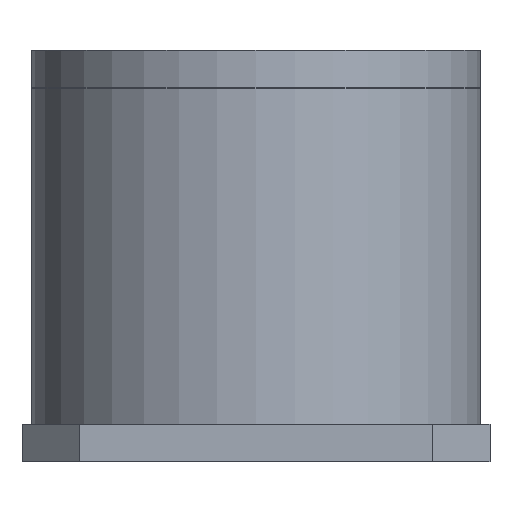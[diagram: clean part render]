
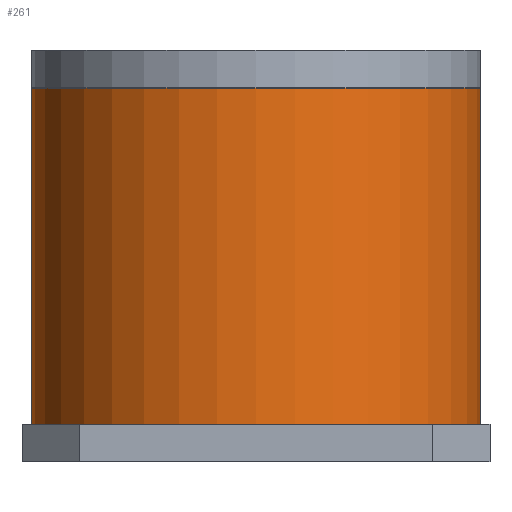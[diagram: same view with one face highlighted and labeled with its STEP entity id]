
A CAD part, front view. The second image highlights one B-rep face of the part: STEP entity #261.
In plain terms, the highlighted cylindrical face has radius 2.4 mm (diameter 4.8 mm), a partial arc.
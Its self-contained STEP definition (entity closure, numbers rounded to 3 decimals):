
#20=DIRECTION('',(0.,0.,1.));
#21=VECTOR('',#20,3.59);
#22=CARTESIAN_POINT('',(2.4,0.,0.4));
#23=LINE('',#22,#21);
#24=CARTESIAN_POINT('',(0.,0.,3.99));
#25=DIRECTION('',(0.,0.,1.));
#26=DIRECTION('',(-1.,0.,0.));
#27=AXIS2_PLACEMENT_3D('',#24,#25,#26);
#29=DIRECTION('',(0.,0.,1.));
#30=VECTOR('',#29,3.59);
#31=CARTESIAN_POINT('',(-2.4,0.,0.4));
#32=LINE('',#31,#30);
#70=CARTESIAN_POINT('',(0.,0.,0.4));
#71=DIRECTION('',(0.,0.,1.));
#72=DIRECTION('',(-1.,0.,0.));
#73=AXIS2_PLACEMENT_3D('',#70,#71,#72);
#185=CARTESIAN_POINT('',(2.4,0.,0.4));
#186=CARTESIAN_POINT('',(-2.4,0.,0.4));
#187=VERTEX_POINT('',#185);
#188=VERTEX_POINT('',#186);
#189=CARTESIAN_POINT('',(2.4,0.,3.99));
#190=CARTESIAN_POINT('',(-2.4,0.,3.99));
#191=VERTEX_POINT('',#189);
#192=VERTEX_POINT('',#190);
#249=CARTESIAN_POINT('',(0.,0.,0.));
#250=DIRECTION('',(0.,0.,1.));
#251=DIRECTION('',(1.,0.,0.));
#252=AXIS2_PLACEMENT_3D('',#249,#250,#251);
#253=CYLINDRICAL_SURFACE('',#252,2.4);
#254=ORIENTED_EDGE('',*,*,#224,.T.);
#255=ORIENTED_EDGE('',*,*,#244,.F.);
#257=ORIENTED_EDGE('',*,*,#256,.F.);
#258=ORIENTED_EDGE('',*,*,#240,.T.);
#259=EDGE_LOOP('',(#254,#255,#257,#258));
#260=FACE_OUTER_BOUND('',#259,.F.);
#28=CIRCLE('',#27,2.4);
#74=CIRCLE('',#73,2.4);
#224=EDGE_CURVE('',#192,#191,#28,.T.);
#240=EDGE_CURVE('',#188,#192,#32,.T.);
#244=EDGE_CURVE('',#187,#191,#23,.T.);
#256=EDGE_CURVE('',#188,#187,#74,.T.);
#261=ADVANCED_FACE('',(#260),#253,.T.);
